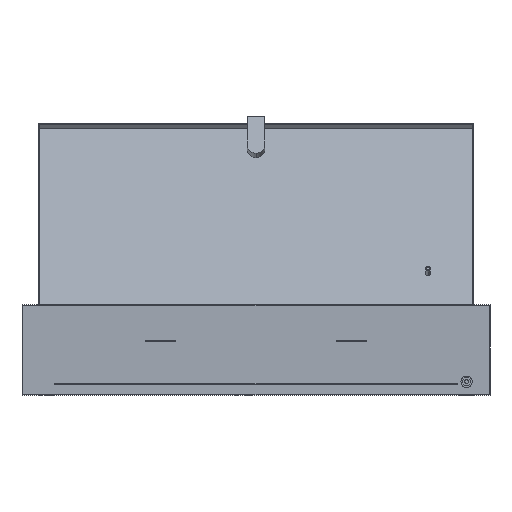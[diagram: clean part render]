
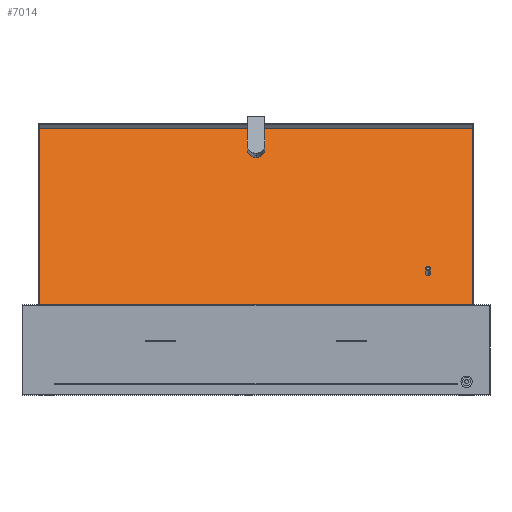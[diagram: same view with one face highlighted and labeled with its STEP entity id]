
A CAD part, left-side view. The second image highlights one B-rep face of the part: STEP entity #7014.
In plain terms, the highlighted face is planar.
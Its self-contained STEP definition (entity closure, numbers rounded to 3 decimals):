
#237 = DIRECTION ( 'NONE',  ( 1., 0., 0. ) ) ;
#251 = CARTESIAN_POINT ( 'NONE',  ( 0., 0., -1. ) ) ;
#339 = ORIENTED_EDGE ( 'NONE', *, *, #5089, .F. ) ;
#473 = LINE ( 'NONE', #1781, #3517 ) ;
#505 = CARTESIAN_POINT ( 'NONE',  ( 132., -287., -1. ) ) ;
#552 = VECTOR ( 'NONE', #3133, 1000. ) ;
#607 = CARTESIAN_POINT ( 'NONE',  ( -102., 0., -1. ) ) ;
#695 = EDGE_CURVE ( 'NONE', #3645, #8090, #3334, .T. ) ;
#830 = VERTEX_POINT ( 'NONE', #5104 ) ;
#832 = LINE ( 'NONE', #4509, #4526 ) ;
#1081 = DIRECTION ( 'NONE',  ( 1., 0., 0. ) ) ;
#1170 = EDGE_CURVE ( 'NONE', #2999, #5305, #832, .T. ) ;
#1383 = DIRECTION ( 'NONE',  ( 0., 0., -1. ) ) ;
#1518 = AXIS2_PLACEMENT_3D ( 'NONE', #251, #9465, #1081 ) ;
#1597 = DIRECTION ( 'NONE',  ( 0., 0., -1. ) ) ;
#1781 = CARTESIAN_POINT ( 'NONE',  ( -132., 0., -1. ) ) ;
#1903 = ORIENTED_EDGE ( 'NONE', *, *, #1170, .F. ) ;
#2714 = AXIS2_PLACEMENT_3D ( 'NONE', #4614, #1597, #5429 ) ;
#2767 = ORIENTED_EDGE ( 'NONE', *, *, #695, .T. ) ;
#2920 = ORIENTED_EDGE ( 'NONE', *, *, #3366, .F. ) ;
#2999 = VERTEX_POINT ( 'NONE', #505 ) ;
#3016 = CIRCLE ( 'NONE', #2714, 3. ) ;
#3133 = DIRECTION ( 'NONE',  ( -1., 0., 0. ) ) ;
#3231 = EDGE_CURVE ( 'NONE', #8090, #3645, #6284, .T. ) ;
#3334 = CIRCLE ( 'NONE', #6773, 11.5 ) ;
#3366 = EDGE_CURVE ( 'NONE', #5156, #830, #473, .T. ) ;
#3379 = EDGE_LOOP ( 'NONE', ( #2920, #339, #1903, #3968 ) ) ;
#3449 = DIRECTION ( 'NONE',  ( 0., 0., 1. ) ) ;
#3458 = ORIENTED_EDGE ( 'NONE', *, *, #3231, .T. ) ;
#3465 = LINE ( 'NONE', #6181, #552 ) ;
#3517 = VECTOR ( 'NONE', #9971, 1000. ) ;
#3584 = ORIENTED_EDGE ( 'NONE', *, *, #6909, .F. ) ;
#3609 = CARTESIAN_POINT ( 'NONE',  ( 76., -228., -1. ) ) ;
#3645 = VERTEX_POINT ( 'NONE', #4369 ) ;
#3810 = FACE_BOUND ( 'NONE', #5005, .T. ) ;
#3919 = CARTESIAN_POINT ( 'NONE',  ( -132., 287., -1. ) ) ;
#3968 = ORIENTED_EDGE ( 'NONE', *, *, #8748, .F. ) ;
#4159 = CARTESIAN_POINT ( 'NONE',  ( 70., -228., -1. ) ) ;
#4369 = CARTESIAN_POINT ( 'NONE',  ( -113.5, 0., -1. ) ) ;
#4428 = CARTESIAN_POINT ( 'NONE',  ( 73., -228., -1. ) ) ;
#4509 = CARTESIAN_POINT ( 'NONE',  ( 132., 0., -1. ) ) ;
#4526 = VECTOR ( 'NONE', #8377, 1000. ) ;
#4535 = CARTESIAN_POINT ( 'NONE',  ( -90.5, 0., -1. ) ) ;
#4553 = CARTESIAN_POINT ( 'NONE',  ( 0., -287., -1. ) ) ;
#4614 = CARTESIAN_POINT ( 'NONE',  ( 73., -228., -1. ) ) ;
#4822 = AXIS2_PLACEMENT_3D ( 'NONE', #4428, #1383, #237 ) ;
#5005 = EDGE_LOOP ( 'NONE', ( #3458, #2767 ) ) ;
#5067 = ORIENTED_EDGE ( 'NONE', *, *, #7748, .F. ) ;
#5089 = EDGE_CURVE ( 'NONE', #5305, #5156, #3465, .T. ) ;
#5104 = CARTESIAN_POINT ( 'NONE',  ( -132., -287., -1. ) ) ;
#5156 = VERTEX_POINT ( 'NONE', #3919 ) ;
#5305 = VERTEX_POINT ( 'NONE', #7694 ) ;
#5410 = DIRECTION ( 'NONE',  ( 0., 0., 1. ) ) ;
#5429 = DIRECTION ( 'NONE',  ( 1., 0., 0. ) ) ;
#6181 = CARTESIAN_POINT ( 'NONE',  ( 0., 287., -1. ) ) ;
#6284 = CIRCLE ( 'NONE', #8253, 11.5 ) ;
#6337 = DIRECTION ( 'NONE',  ( 1., 0., 0. ) ) ;
#6773 = AXIS2_PLACEMENT_3D ( 'NONE', #607, #5410, #7873 ) ;
#6869 = FACE_OUTER_BOUND ( 'NONE', #3379, .T. ) ;
#6909 = EDGE_CURVE ( 'NONE', #7191, #7139, #9175, .T. ) ;
#7014 = ADVANCED_FACE ( 'NONE', ( #3810, #6869, #7367 ), #9623, .F. ) ;
#7139 = VERTEX_POINT ( 'NONE', #4159 ) ;
#7191 = VERTEX_POINT ( 'NONE', #3609 ) ;
#7266 = VECTOR ( 'NONE', #9080, 1000. ) ;
#7331 = LINE ( 'NONE', #4553, #7266 ) ;
#7367 = FACE_BOUND ( 'NONE', #8228, .T. ) ;
#7694 = CARTESIAN_POINT ( 'NONE',  ( 132., 287., -1. ) ) ;
#7748 = EDGE_CURVE ( 'NONE', #7139, #7191, #3016, .T. ) ;
#7816 = CARTESIAN_POINT ( 'NONE',  ( -102., 0., -1. ) ) ;
#7873 = DIRECTION ( 'NONE',  ( 1., 0., 0. ) ) ;
#8090 = VERTEX_POINT ( 'NONE', #4535 ) ;
#8228 = EDGE_LOOP ( 'NONE', ( #3584, #5067 ) ) ;
#8253 = AXIS2_PLACEMENT_3D ( 'NONE', #7816, #3449, #6337 ) ;
#8377 = DIRECTION ( 'NONE',  ( 0., 1., 0. ) ) ;
#8748 = EDGE_CURVE ( 'NONE', #830, #2999, #7331, .T. ) ;
#9080 = DIRECTION ( 'NONE',  ( 1., 0., 0. ) ) ;
#9175 = CIRCLE ( 'NONE', #4822, 3. ) ;
#9465 = DIRECTION ( 'NONE',  ( 0., 0., 1. ) ) ;
#9623 = PLANE ( 'NONE',  #1518 ) ;
#9971 = DIRECTION ( 'NONE',  ( 0., -1., 0. ) ) ;
